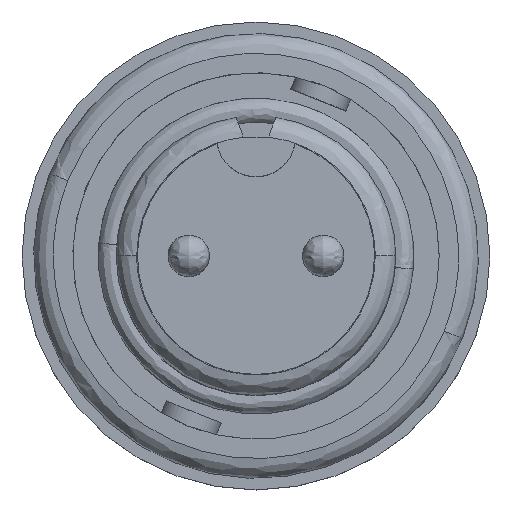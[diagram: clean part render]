
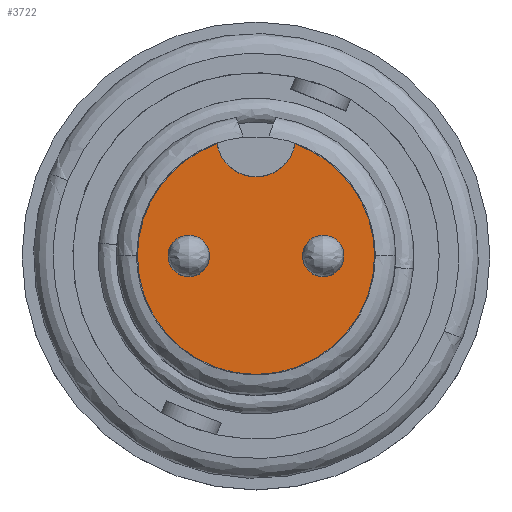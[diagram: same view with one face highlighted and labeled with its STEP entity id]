
A CAD part, top view. The second image highlights one B-rep face of the part: STEP entity #3722.
In plain terms, the highlighted planar face has unit normal (0, 0, 1).
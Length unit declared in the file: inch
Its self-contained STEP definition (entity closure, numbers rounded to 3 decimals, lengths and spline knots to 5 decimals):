
#701 = CIRCLE ( 'NONE', #15136, 0.18 ) ;
#768 = VERTEX_POINT ( 'NONE', #15632 ) ;
#873 = AXIS2_PLACEMENT_3D ( 'NONE', #16020, #16002, #15961 ) ;
#931 = CIRCLE ( 'NONE', #10405, 0.0315 ) ;
#1178 = AXIS2_PLACEMENT_3D ( 'NONE', #9704, #9684, #9643 ) ;
#1352 = DIRECTION ( 'NONE',  ( 0., -1., 0. ) ) ;
#1615 = AXIS2_PLACEMENT_3D ( 'NONE', #3092, #5820, #1352 ) ;
#1976 = DIRECTION ( 'NONE',  ( 1., 0., 0. ) ) ;
#2032 = DIRECTION ( 'NONE',  ( 0., 0., 1. ) ) ;
#2090 = CARTESIAN_POINT ( 'NONE',  ( 0., 0., 0.0757 ) ) ;
#2316 = DIRECTION ( 'NONE',  ( 0., 0., 1. ) ) ;
#2589 = CARTESIAN_POINT ( 'NONE',  ( 0.05916, 0.17, 0.0757 ) ) ;
#2603 = CARTESIAN_POINT ( 'NONE',  ( -0.102, -0.0315, 0.0757 ) ) ;
#3092 = CARTESIAN_POINT ( 'NONE',  ( -0.102, 0., 0.0757 ) ) ;
#3722 = ADVANCED_FACE ( 'NONE', ( #6906, #6841, #6859 ), #5980, .T. ) ;
#4377 = CARTESIAN_POINT ( 'NONE',  ( -0.05916, 0.17, 0.0757 ) ) ;
#4429 = EDGE_CURVE ( 'NONE', #6752, #768, #9505, .T. ) ;
#4548 = EDGE_CURVE ( 'NONE', #8994, #9206, #10393, .T. ) ;
#4638 = EDGE_CURVE ( 'NONE', #11264, #6476, #10636, .T. ) ;
#5265 = EDGE_LOOP ( 'NONE', ( #12295, #12261, #12436, #5724 ) ) ;
#5676 = CIRCLE ( 'NONE', #7523, 0.18 ) ;
#5724 = ORIENTED_EDGE ( 'NONE', *, *, #8350, .F. ) ;
#5820 = DIRECTION ( 'NONE',  ( 0., 0., -1. ) ) ;
#5837 = DIRECTION ( 'NONE',  ( 0., -1., 0. ) ) ;
#5972 = AXIS2_PLACEMENT_3D ( 'NONE', #14345, #14326, #14297 ) ;
#5975 = DIRECTION ( 'NONE',  ( 1., 0., 0. ) ) ;
#5980 = PLANE ( 'NONE',  #12922 ) ;
#6005 = EDGE_CURVE ( 'NONE', #9522, #9067, #701, .T. ) ;
#6026 = EDGE_CURVE ( 'NONE', #768, #6752, #931, .T. ) ;
#6033 = CARTESIAN_POINT ( 'NONE',  ( 0., 0.09, 0.0757 ) ) ;
#6099 = DIRECTION ( 'NONE',  ( 0., 0., 1. ) ) ;
#6476 = VERTEX_POINT ( 'NONE', #11547 ) ;
#6752 = VERTEX_POINT ( 'NONE', #2603 ) ;
#6766 = EDGE_CURVE ( 'NONE', #9206, #9522, #5676, .T. ) ;
#6841 = FACE_OUTER_BOUND ( 'NONE', #5265, .T. ) ;
#6859 = FACE_BOUND ( 'NONE', #15789, .T. ) ;
#6906 = FACE_BOUND ( 'NONE', #14625, .T. ) ;
#7523 = AXIS2_PLACEMENT_3D ( 'NONE', #2090, #2032, #1976 ) ;
#8350 = EDGE_CURVE ( 'NONE', #8994, #9067, #10802, .T. ) ;
#8923 = CARTESIAN_POINT ( 'NONE',  ( 0.18, 0., 0.0757 ) ) ;
#8994 = VERTEX_POINT ( 'NONE', #4377 ) ;
#9067 = VERTEX_POINT ( 'NONE', #2589 ) ;
#9206 = VERTEX_POINT ( 'NONE', #14975 ) ;
#9505 = CIRCLE ( 'NONE', #1615, 0.0315 ) ;
#9522 = VERTEX_POINT ( 'NONE', #8923 ) ;
#9643 = DIRECTION ( 'NONE',  ( 1., 0., 0. ) ) ;
#9684 = DIRECTION ( 'NONE',  ( 0., 0., -1. ) ) ;
#9704 = CARTESIAN_POINT ( 'NONE',  ( 0.102, 0., 0.0757 ) ) ;
#9738 = CARTESIAN_POINT ( 'NONE',  ( 0., 0., 0.0757 ) ) ;
#10037 = ORIENTED_EDGE ( 'NONE', *, *, #13965, .T. ) ;
#10393 = CIRCLE ( 'NONE', #873, 0.18 ) ;
#10405 = AXIS2_PLACEMENT_3D ( 'NONE', #12222, #11487, #5837 ) ;
#10636 = CIRCLE ( 'NONE', #5972, 0.0315 ) ;
#10802 = CIRCLE ( 'NONE', #11431, 0.06 ) ;
#11264 = VERTEX_POINT ( 'NONE', #14917 ) ;
#11431 = AXIS2_PLACEMENT_3D ( 'NONE', #12112, #12056, #12009 ) ;
#11487 = DIRECTION ( 'NONE',  ( 0., 0., -1. ) ) ;
#11520 = ORIENTED_EDGE ( 'NONE', *, *, #4429, .T. ) ;
#11547 = CARTESIAN_POINT ( 'NONE',  ( 0.0705, 0., 0.0757 ) ) ;
#11751 = DIRECTION ( 'NONE',  ( 1., 0., 0. ) ) ;
#12009 = DIRECTION ( 'NONE',  ( -1., 0., 0. ) ) ;
#12056 = DIRECTION ( 'NONE',  ( 0., 0., 1. ) ) ;
#12112 = CARTESIAN_POINT ( 'NONE',  ( 0., 0.18, 0.0757 ) ) ;
#12222 = CARTESIAN_POINT ( 'NONE',  ( -0.102, 0., 0.0757 ) ) ;
#12261 = ORIENTED_EDGE ( 'NONE', *, *, #6766, .T. ) ;
#12295 = ORIENTED_EDGE ( 'NONE', *, *, #4548, .T. ) ;
#12436 = ORIENTED_EDGE ( 'NONE', *, *, #6005, .T. ) ;
#12555 = ORIENTED_EDGE ( 'NONE', *, *, #6026, .T. ) ;
#12922 = AXIS2_PLACEMENT_3D ( 'NONE', #6033, #6099, #5975 ) ;
#13361 = CIRCLE ( 'NONE', #1178, 0.0315 ) ;
#13965 = EDGE_CURVE ( 'NONE', #6476, #11264, #13361, .T. ) ;
#14297 = DIRECTION ( 'NONE',  ( 1., 0., 0. ) ) ;
#14326 = DIRECTION ( 'NONE',  ( 0., 0., -1. ) ) ;
#14345 = CARTESIAN_POINT ( 'NONE',  ( 0.102, 0., 0.0757 ) ) ;
#14625 = EDGE_LOOP ( 'NONE', ( #11520, #12555 ) ) ;
#14917 = CARTESIAN_POINT ( 'NONE',  ( 0.1335, 0., 0.0757 ) ) ;
#14975 = CARTESIAN_POINT ( 'NONE',  ( -0.18, 0., 0.0757 ) ) ;
#15136 = AXIS2_PLACEMENT_3D ( 'NONE', #9738, #2316, #11751 ) ;
#15632 = CARTESIAN_POINT ( 'NONE',  ( -0.102, 0.0315, 0.0757 ) ) ;
#15789 = EDGE_LOOP ( 'NONE', ( #15981, #10037 ) ) ;
#15961 = DIRECTION ( 'NONE',  ( 1., 0., 0. ) ) ;
#15981 = ORIENTED_EDGE ( 'NONE', *, *, #4638, .T. ) ;
#16002 = DIRECTION ( 'NONE',  ( 0., 0., 1. ) ) ;
#16020 = CARTESIAN_POINT ( 'NONE',  ( 0., 0., 0.0757 ) ) ;
